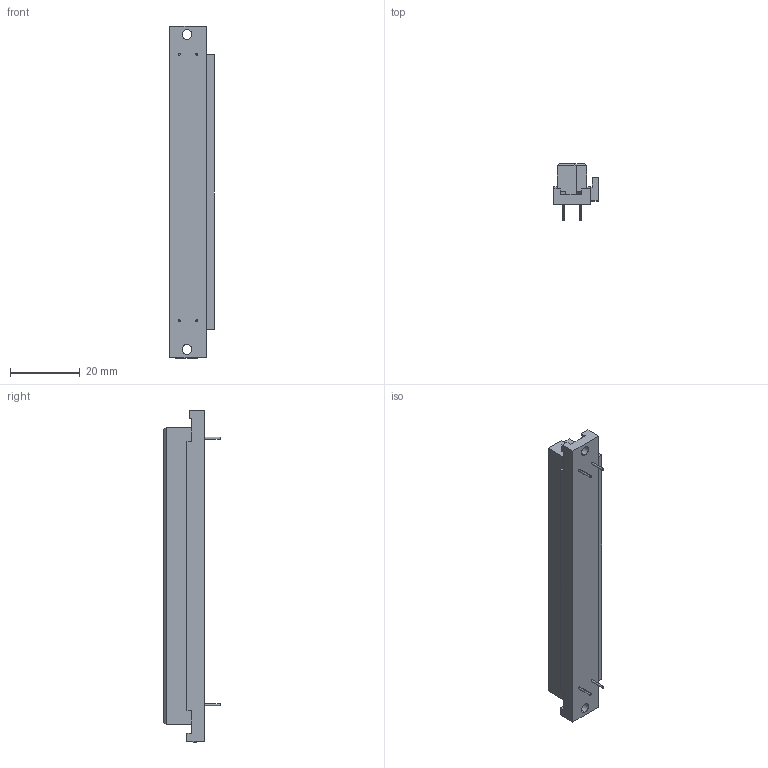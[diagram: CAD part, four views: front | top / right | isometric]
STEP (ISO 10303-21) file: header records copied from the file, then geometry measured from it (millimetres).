
FILE_DESCRIPTION(('STEP AP242'),'1');
FILE_NAME('09047326831.stp','2024-05-25T18:47:37',('TraceParts'),('TraceParts S.A.'),'Spatial InterOp 3D',' ',' ');
FILE_SCHEMA(('AP242_MANAGED_MODEL_BASED_3D_ENGINEERING_MIM_LF {1 0 10303 442 1 1 4}'));
Length unit declared in the file: millimetre
Products named in the file (1): 09047326831
Bounding box: 12.75 x 16.1 x 94.9 mm (x, y, z)
Volume: 10147.8 mm3; surface area: 5567.4 mm2
Topology: 1 solids, 1 shells, 252 faces, 746 edges, 492 vertices
Faces by surface type: bspline 252
Entity records: 7954 total; most frequent: CARTESIAN_POINT 3185, ORIENTED_EDGE 1492, EDGE_CURVE 746, B_SPLINE_CURVE_WITH_KNOTS 716, VERTEX_POINT 492, EDGE_LOOP 276, ADVANCED_FACE 252, FACE_OUTER_BOUND 252
